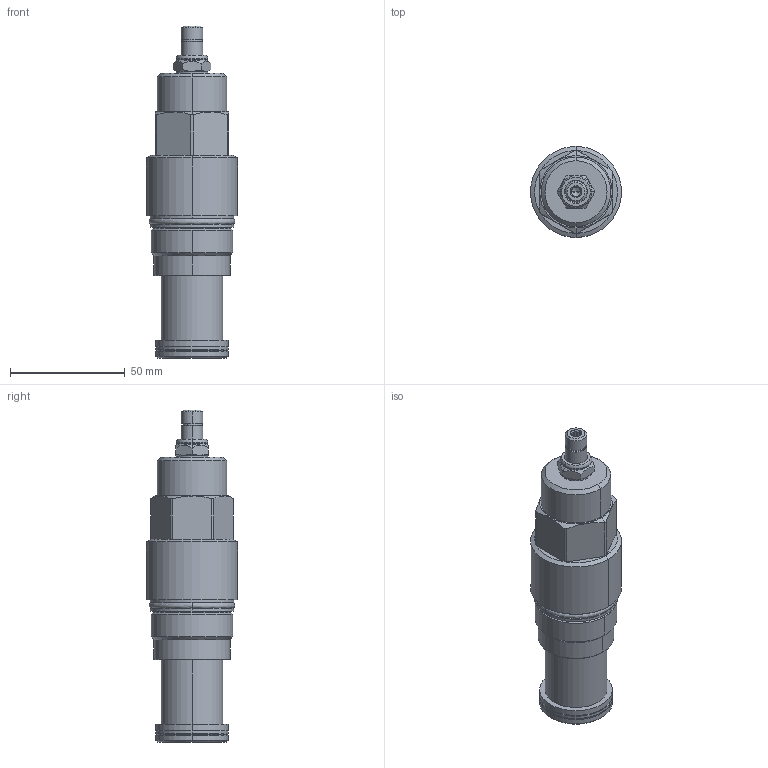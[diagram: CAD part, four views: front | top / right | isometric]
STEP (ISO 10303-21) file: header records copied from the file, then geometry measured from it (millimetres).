
FILE_DESCRIPTION((''),'2;1');
FILE_NAME('RDHA-LAN_PRT','2017-05-12T',('Administrator'),(''),'PRO/ENGINEER BY PARAMETRIC TECHNOLOGY CORPORATION, 2006240','PRO/ENGINEER BY PARAMETRIC TECHNOLOGY CORPORATION, 2006240','');
FILE_SCHEMA(('CONFIG_CONTROL_DESIGN'));
Length unit declared in the file: inch
Products named in the file (1): RDHA-LAN_PRT
Bounding box: 39.6 x 39.6 x 144.4 mm (x, y, z)
Volume: 104283 mm3; surface area: 21852.7 mm2
Topology: 2 solids, 2 shells, 200 faces, 438 edges, 263 vertices
Faces by surface type: cylinder 71, plane 64, cone 44, torus 15, revolution 4, sphere 2
Entity records: 6400 total; most frequent: CARTESIAN_POINT 1871, DIRECTION 1022, ORIENTED_EDGE 872, EDGE_CURVE 436, AXIS2_PLACEMENT_3D 426, VERTEX_POINT 263, CIRCLE 230, EDGE_LOOP 225
